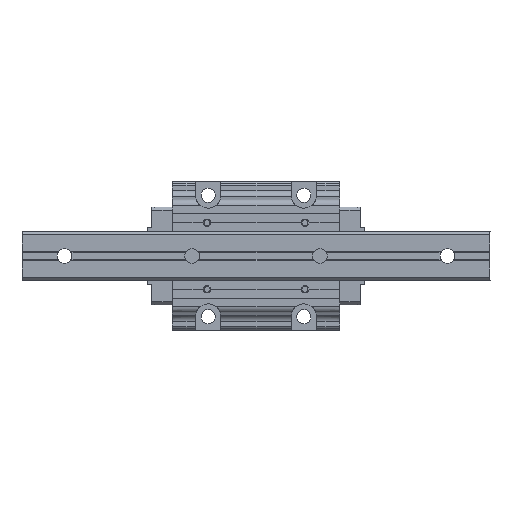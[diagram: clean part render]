
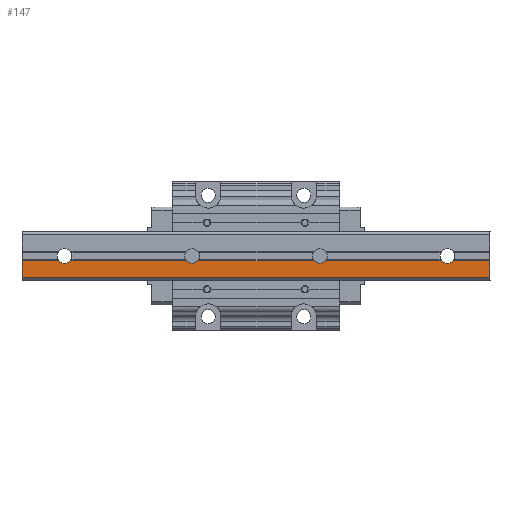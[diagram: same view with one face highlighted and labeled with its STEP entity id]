
A CAD part, front view. The second image highlights one B-rep face of the part: STEP entity #147.
In plain terms, the highlighted planar face has unit normal (0, -1, 0).
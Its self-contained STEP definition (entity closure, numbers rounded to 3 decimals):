
#147 = ADVANCED_FACE ( 'NONE', ( #4353 ), #6699, .T. ) ;
#302 = CARTESIAN_POINT ( 'NONE',  ( -20., 0., -2.25 ) ) ;
#329 = LINE ( 'NONE', #6211, #6155 ) ;
#450 = VERTEX_POINT ( 'NONE', #12311 ) ;
#578 = CIRCLE ( 'NONE', #10595, 3.5 ) ;
#647 = CARTESIAN_POINT ( 'NONE',  ( 0., 0., 0. ) ) ;
#651 = CARTESIAN_POINT ( 'NONE',  ( 200., 0., -10. ) ) ;
#790 = ORIENTED_EDGE ( 'NONE', *, *, #8324, .T. ) ;
#872 = VERTEX_POINT ( 'NONE', #5056 ) ;
#1127 = CARTESIAN_POINT ( 'NONE',  ( 120., 0., 0. ) ) ;
#1191 = DIRECTION ( 'NONE',  ( -1., 0., 0. ) ) ;
#1234 = EDGE_CURVE ( 'NONE', #11398, #9441, #578, .T. ) ;
#1268 = ORIENTED_EDGE ( 'NONE', *, *, #4229, .T. ) ;
#1273 = AXIS2_PLACEMENT_3D ( 'NONE', #1665, #12796, #12755 ) ;
#1324 = EDGE_CURVE ( 'NONE', #872, #6698, #1670, .T. ) ;
#1484 = AXIS2_PLACEMENT_3D ( 'NONE', #7359, #2936, #5199 ) ;
#1617 = AXIS2_PLACEMENT_3D ( 'NONE', #647, #9842, #8860 ) ;
#1665 = CARTESIAN_POINT ( 'NONE',  ( -20., 0., -10. ) ) ;
#1670 = LINE ( 'NONE', #10110, #11982 ) ;
#1702 = VERTEX_POINT ( 'NONE', #5511 ) ;
#1937 = CARTESIAN_POINT ( 'NONE',  ( -20., 0., -2.25 ) ) ;
#2140 = AXIS2_PLACEMENT_3D ( 'NONE', #8890, #6885, #10842 ) ;
#2190 = DIRECTION ( 'NONE',  ( 0., 0., -1. ) ) ;
#2317 = CARTESIAN_POINT ( 'NONE',  ( -20., 0., 0. ) ) ;
#2449 = VECTOR ( 'NONE', #10568, 1000. ) ;
#2455 = CARTESIAN_POINT ( 'NONE',  ( 57.319, 0., -2.25 ) ) ;
#2512 = DIRECTION ( 'NONE',  ( 0., 1., 0. ) ) ;
#2541 = CIRCLE ( 'NONE', #4921, 3.5 ) ;
#2557 = DIRECTION ( 'NONE',  ( 0., 0., -1. ) ) ;
#2693 = VERTEX_POINT ( 'NONE', #8897 ) ;
#2797 = ORIENTED_EDGE ( 'NONE', *, *, #12808, .T. ) ;
#2855 = CIRCLE ( 'NONE', #10903, 3.5 ) ;
#2936 = DIRECTION ( 'NONE',  ( 0., 1., 0. ) ) ;
#3171 = CIRCLE ( 'NONE', #1484, 3.5 ) ;
#3248 = LINE ( 'NONE', #2317, #9573 ) ;
#3639 = CARTESIAN_POINT ( 'NONE',  ( 60., 0., -3.5 ) ) ;
#3718 = DIRECTION ( 'NONE',  ( 0., 0., -1. ) ) ;
#3970 = CARTESIAN_POINT ( 'NONE',  ( 117.319, 0., -2.25 ) ) ;
#4094 = DIRECTION ( 'NONE',  ( -1., 0., 0. ) ) ;
#4229 = EDGE_CURVE ( 'NONE', #9049, #8200, #9833, .T. ) ;
#4245 = DIRECTION ( 'NONE',  ( 0., 1., 0. ) ) ;
#4257 = CIRCLE ( 'NONE', #12004, 3.5 ) ;
#4282 = ORIENTED_EDGE ( 'NONE', *, *, #7204, .T. ) ;
#4353 = FACE_OUTER_BOUND ( 'NONE', #10252, .T. ) ;
#4446 = VERTEX_POINT ( 'NONE', #651 ) ;
#4495 = EDGE_CURVE ( 'NONE', #8304, #6912, #12063, .T. ) ;
#4584 = EDGE_CURVE ( 'NONE', #10890, #10876, #7906, .T. ) ;
#4770 = VERTEX_POINT ( 'NONE', #6844 ) ;
#4861 = VECTOR ( 'NONE', #8045, 1000. ) ;
#4921 = AXIS2_PLACEMENT_3D ( 'NONE', #12816, #11791, #6805 ) ;
#5056 = CARTESIAN_POINT ( 'NONE',  ( 177.319, 0., -2.25 ) ) ;
#5180 = ORIENTED_EDGE ( 'NONE', *, *, #1324, .T. ) ;
#5183 = CIRCLE ( 'NONE', #10887, 3.5 ) ;
#5199 = DIRECTION ( 'NONE',  ( 0., 0., -1. ) ) ;
#5318 = EDGE_CURVE ( 'NONE', #9441, #1702, #329, .T. ) ;
#5466 = ORIENTED_EDGE ( 'NONE', *, *, #11334, .T. ) ;
#5511 = CARTESIAN_POINT ( 'NONE',  ( 2.681, 0., -2.25 ) ) ;
#5533 = CARTESIAN_POINT ( 'NONE',  ( 120., 0., 0. ) ) ;
#6155 = VECTOR ( 'NONE', #1191, 1000. ) ;
#6211 = CARTESIAN_POINT ( 'NONE',  ( -20., 0., -2.25 ) ) ;
#6327 = DIRECTION ( 'NONE',  ( 0., 0., -1. ) ) ;
#6416 = ORIENTED_EDGE ( 'NONE', *, *, #11009, .T. ) ;
#6560 = CARTESIAN_POINT ( 'NONE',  ( 62.681, 0., -2.25 ) ) ;
#6698 = VERTEX_POINT ( 'NONE', #8442 ) ;
#6699 = PLANE ( 'NONE',  #1273 ) ;
#6777 = CARTESIAN_POINT ( 'NONE',  ( -20., 0., -2.25 ) ) ;
#6805 = DIRECTION ( 'NONE',  ( 0., 0., -1. ) ) ;
#6844 = CARTESIAN_POINT ( 'NONE',  ( -20., 0., -10. ) ) ;
#6885 = DIRECTION ( 'NONE',  ( 0., 1., 0. ) ) ;
#6912 = VERTEX_POINT ( 'NONE', #8244 ) ;
#6979 = CARTESIAN_POINT ( 'NONE',  ( -20., 0., -10. ) ) ;
#7133 = VECTOR ( 'NONE', #4094, 1000. ) ;
#7204 = EDGE_CURVE ( 'NONE', #8200, #11398, #11332, .T. ) ;
#7276 = CARTESIAN_POINT ( 'NONE',  ( -2.681, 0., -2.25 ) ) ;
#7359 = CARTESIAN_POINT ( 'NONE',  ( 0., 0., 0. ) ) ;
#7610 = EDGE_CURVE ( 'NONE', #8304, #4446, #7967, .T. ) ;
#7649 = CARTESIAN_POINT ( 'NONE',  ( 60., 0., 0. ) ) ;
#7692 = ORIENTED_EDGE ( 'NONE', *, *, #11092, .F. ) ;
#7698 = CARTESIAN_POINT ( 'NONE',  ( -20., 0., -2.25 ) ) ;
#7906 = LINE ( 'NONE', #6777, #8707 ) ;
#7967 = LINE ( 'NONE', #12675, #2449 ) ;
#8045 = DIRECTION ( 'NONE',  ( -1., 0., 0. ) ) ;
#8112 = ORIENTED_EDGE ( 'NONE', *, *, #5318, .T. ) ;
#8200 = VERTEX_POINT ( 'NONE', #6560 ) ;
#8244 = CARTESIAN_POINT ( 'NONE',  ( 182.681, 0., -2.25 ) ) ;
#8304 = VERTEX_POINT ( 'NONE', #8645 ) ;
#8324 = EDGE_CURVE ( 'NONE', #10270, #10890, #10647, .T. ) ;
#8442 = CARTESIAN_POINT ( 'NONE',  ( 122.681, 0., -2.25 ) ) ;
#8645 = CARTESIAN_POINT ( 'NONE',  ( 200., 0., -2.25 ) ) ;
#8707 = VECTOR ( 'NONE', #12998, 1000. ) ;
#8860 = DIRECTION ( 'NONE',  ( 0., 0., -1. ) ) ;
#8873 = VECTOR ( 'NONE', #11677, 1000. ) ;
#8890 = CARTESIAN_POINT ( 'NONE',  ( 60., 0., 0. ) ) ;
#8897 = CARTESIAN_POINT ( 'NONE',  ( 180., 0., -3.5 ) ) ;
#9049 = VERTEX_POINT ( 'NONE', #3970 ) ;
#9415 = ORIENTED_EDGE ( 'NONE', *, *, #4495, .T. ) ;
#9441 = VERTEX_POINT ( 'NONE', #2455 ) ;
#9573 = VECTOR ( 'NONE', #6327, 1000. ) ;
#9833 = LINE ( 'NONE', #1937, #7133 ) ;
#9842 = DIRECTION ( 'NONE',  ( 0., 1., 0. ) ) ;
#9929 = ORIENTED_EDGE ( 'NONE', *, *, #1234, .T. ) ;
#10110 = CARTESIAN_POINT ( 'NONE',  ( -20., 0., -2.25 ) ) ;
#10243 = DIRECTION ( 'NONE',  ( -1., 0., 0. ) ) ;
#10252 = EDGE_LOOP ( 'NONE', ( #11577, #11528, #1268, #4282, #9929, #8112, #11787, #790, #11416, #2797, #7692, #10725, #9415, #5466, #6416, #5180 ) ) ;
#10270 = VERTEX_POINT ( 'NONE', #11250 ) ;
#10557 = CARTESIAN_POINT ( 'NONE',  ( 180., 0., 0. ) ) ;
#10568 = DIRECTION ( 'NONE',  ( 0., 0., -1. ) ) ;
#10595 = AXIS2_PLACEMENT_3D ( 'NONE', #7649, #12781, #3718 ) ;
#10600 = LINE ( 'NONE', #6979, #4861 ) ;
#10647 = CIRCLE ( 'NONE', #1617, 3.5 ) ;
#10725 = ORIENTED_EDGE ( 'NONE', *, *, #7610, .F. ) ;
#10842 = DIRECTION ( 'NONE',  ( 0., 0., -1. ) ) ;
#10876 = VERTEX_POINT ( 'NONE', #302 ) ;
#10887 = AXIS2_PLACEMENT_3D ( 'NONE', #10557, #2512, #2557 ) ;
#10890 = VERTEX_POINT ( 'NONE', #7276 ) ;
#10903 = AXIS2_PLACEMENT_3D ( 'NONE', #1127, #4245, #2190 ) ;
#11009 = EDGE_CURVE ( 'NONE', #2693, #872, #2541, .T. ) ;
#11092 = EDGE_CURVE ( 'NONE', #4446, #4770, #10600, .T. ) ;
#11250 = CARTESIAN_POINT ( 'NONE',  ( 0., 0., -3.5 ) ) ;
#11279 = EDGE_CURVE ( 'NONE', #450, #9049, #4257, .T. ) ;
#11332 = CIRCLE ( 'NONE', #2140, 3.5 ) ;
#11334 = EDGE_CURVE ( 'NONE', #6912, #2693, #5183, .T. ) ;
#11398 = VERTEX_POINT ( 'NONE', #3639 ) ;
#11416 = ORIENTED_EDGE ( 'NONE', *, *, #4584, .T. ) ;
#11528 = ORIENTED_EDGE ( 'NONE', *, *, #11279, .T. ) ;
#11577 = ORIENTED_EDGE ( 'NONE', *, *, #12702, .T. ) ;
#11581 = EDGE_CURVE ( 'NONE', #1702, #10270, #3171, .T. ) ;
#11674 = DIRECTION ( 'NONE',  ( 0., 1., 0. ) ) ;
#11677 = DIRECTION ( 'NONE',  ( -1., 0., 0. ) ) ;
#11787 = ORIENTED_EDGE ( 'NONE', *, *, #11581, .T. ) ;
#11791 = DIRECTION ( 'NONE',  ( 0., 1., 0. ) ) ;
#11982 = VECTOR ( 'NONE', #10243, 1000. ) ;
#12004 = AXIS2_PLACEMENT_3D ( 'NONE', #5533, #11674, #12662 ) ;
#12063 = LINE ( 'NONE', #7698, #8873 ) ;
#12311 = CARTESIAN_POINT ( 'NONE',  ( 120., 0., -3.5 ) ) ;
#12662 = DIRECTION ( 'NONE',  ( 0., 0., -1. ) ) ;
#12675 = CARTESIAN_POINT ( 'NONE',  ( 200., 0., 0. ) ) ;
#12702 = EDGE_CURVE ( 'NONE', #6698, #450, #2855, .T. ) ;
#12755 = DIRECTION ( 'NONE',  ( 0., 0., -1. ) ) ;
#12781 = DIRECTION ( 'NONE',  ( 0., 1., 0. ) ) ;
#12796 = DIRECTION ( 'NONE',  ( 0., -1., 0. ) ) ;
#12808 = EDGE_CURVE ( 'NONE', #10876, #4770, #3248, .T. ) ;
#12816 = CARTESIAN_POINT ( 'NONE',  ( 180., 0., 0. ) ) ;
#12998 = DIRECTION ( 'NONE',  ( -1., 0., 0. ) ) ;
